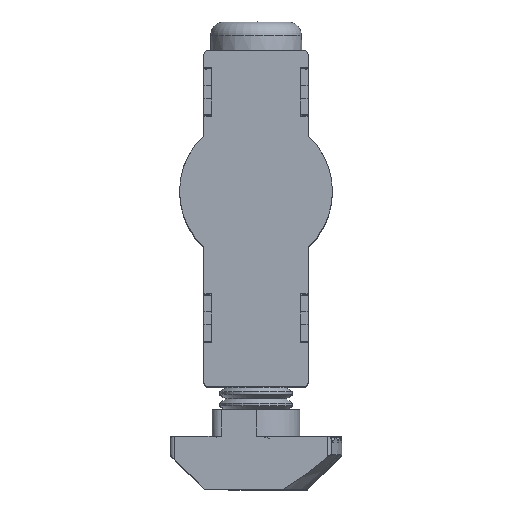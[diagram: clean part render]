
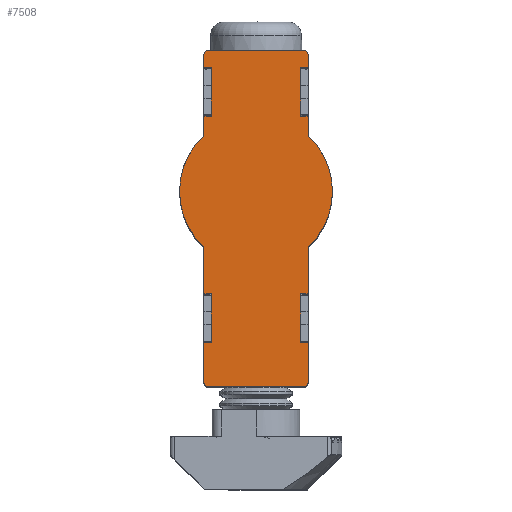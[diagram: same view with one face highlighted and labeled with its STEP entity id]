
A CAD part, top view. The second image highlights one B-rep face of the part: STEP entity #7508.
In plain terms, the highlighted planar face has unit normal (0, 0, 1).
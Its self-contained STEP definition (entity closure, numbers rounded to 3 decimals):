
#198=PLANE('',#8436);
#883=FACE_OUTER_BOUND('',#1311,.T.);
#1311=EDGE_LOOP('',(#6651,#6652,#6653,#6654,#6655,#6656,#6657,#6658,#6659,
#6660,#6661,#6662,#6663,#6664,#6665,#6666,#6667,#6668,#6669,#6670,#6671,
#6672,#6673,#6674,#6675,#6676,#6677,#6678));
#1716=LINE('',#15452,#2289);
#1730=LINE('',#15481,#2303);
#1746=LINE('',#15514,#2319);
#1762=LINE('',#15547,#2335);
#1837=LINE('',#15717,#2410);
#1840=LINE('',#15723,#2413);
#1843=LINE('',#15731,#2416);
#1845=LINE('',#15736,#2418);
#1849=LINE('',#15744,#2422);
#1851=LINE('',#15750,#2424);
#1854=LINE('',#15756,#2427);
#1858=LINE('',#15768,#2431);
#1859=LINE('',#15771,#2432);
#1861=LINE('',#15777,#2434);
#1864=LINE('',#15783,#2437);
#1865=LINE('',#15787,#2438);
#1869=LINE('',#15796,#2442);
#1873=LINE('',#15804,#2446);
#1875=LINE('',#15810,#2448);
#1878=LINE('',#15816,#2451);
#1882=LINE('',#15828,#2455);
#1883=LINE('',#15831,#2456);
#2289=VECTOR('',#10245,1000.);
#2303=VECTOR('',#10265,1000.);
#2319=VECTOR('',#10287,1000.);
#2335=VECTOR('',#10309,1000.);
#2410=VECTOR('',#10426,1000.);
#2413=VECTOR('',#10431,1000.);
#2416=VECTOR('',#10436,1000.);
#2418=VECTOR('',#10440,1000.);
#2422=VECTOR('',#10448,1000.);
#2424=VECTOR('',#10454,1000.);
#2427=VECTOR('',#10459,1000.);
#2431=VECTOR('',#10471,1000.);
#2432=VECTOR('',#10476,1000.);
#2434=VECTOR('',#10482,1000.);
#2437=VECTOR('',#10487,1000.);
#2438=VECTOR('',#10490,1000.);
#2442=VECTOR('',#10496,1000.);
#2446=VECTOR('',#10504,1000.);
#2448=VECTOR('',#10510,1000.);
#2451=VECTOR('',#10515,1000.);
#2455=VECTOR('',#10527,1000.);
#2456=VECTOR('',#10532,1000.);
#2943=CIRCLE('',#8416,8.45);
#2949=CIRCLE('',#8432,8.45);
#2951=CIRCLE('',#8437,0.5);
#2952=CIRCLE('',#8438,0.5);
#2953=CIRCLE('',#8439,0.5);
#2954=CIRCLE('',#8440,0.5);
#3507=VERTEX_POINT('',#15449);
#3508=VERTEX_POINT('',#15451);
#3519=VERTEX_POINT('',#15478);
#3520=VERTEX_POINT('',#15480);
#3533=VERTEX_POINT('',#15511);
#3534=VERTEX_POINT('',#15513);
#3547=VERTEX_POINT('',#15544);
#3548=VERTEX_POINT('',#15546);
#3622=VERTEX_POINT('',#15715);
#3624=VERTEX_POINT('',#15721);
#3627=VERTEX_POINT('',#15728);
#3628=VERTEX_POINT('',#15730);
#3629=VERTEX_POINT('',#15734);
#3630=VERTEX_POINT('',#15735);
#3634=VERTEX_POINT('',#15748);
#3636=VERTEX_POINT('',#15754);
#3638=VERTEX_POINT('',#15760);
#3640=VERTEX_POINT('',#15766);
#3642=VERTEX_POINT('',#15775);
#3644=VERTEX_POINT('',#15781);
#3645=VERTEX_POINT('',#15785);
#3646=VERTEX_POINT('',#15786);
#3649=VERTEX_POINT('',#15794);
#3650=VERTEX_POINT('',#15795);
#3654=VERTEX_POINT('',#15808);
#3656=VERTEX_POINT('',#15814);
#3658=VERTEX_POINT('',#15820);
#3660=VERTEX_POINT('',#15826);
#4505=EDGE_CURVE('',#3508,#3507,#1716,.T.);
#4519=EDGE_CURVE('',#3520,#3519,#1730,.T.);
#4535=EDGE_CURVE('',#3534,#3533,#1746,.T.);
#4551=EDGE_CURVE('',#3548,#3547,#1762,.T.);
#4641=EDGE_CURVE('',#3547,#3622,#1837,.T.);
#4644=EDGE_CURVE('',#3622,#3624,#1840,.T.);
#4647=EDGE_CURVE('',#3628,#3627,#1843,.T.);
#4649=EDGE_CURVE('',#3629,#3630,#1845,.T.);
#4654=EDGE_CURVE('',#3630,#3534,#1849,.T.);
#4657=EDGE_CURVE('',#3533,#3634,#1851,.T.);
#4660=EDGE_CURVE('',#3634,#3636,#1854,.T.);
#4663=EDGE_CURVE('',#3636,#3638,#2943,.T.);
#4666=EDGE_CURVE('',#3638,#3640,#1858,.T.);
#4668=EDGE_CURVE('',#3640,#3520,#1859,.T.);
#4671=EDGE_CURVE('',#3519,#3642,#1861,.T.);
#4674=EDGE_CURVE('',#3642,#3644,#1864,.T.);
#4675=EDGE_CURVE('',#3645,#3646,#1865,.T.);
#4679=EDGE_CURVE('',#3649,#3650,#1869,.T.);
#4684=EDGE_CURVE('',#3650,#3508,#1873,.T.);
#4687=EDGE_CURVE('',#3507,#3654,#1875,.T.);
#4690=EDGE_CURVE('',#3654,#3656,#1878,.T.);
#4693=EDGE_CURVE('',#3656,#3658,#2949,.T.);
#4696=EDGE_CURVE('',#3658,#3660,#1882,.T.);
#4698=EDGE_CURVE('',#3660,#3548,#1883,.T.);
#4699=EDGE_CURVE('',#3644,#3645,#2951,.T.);
#4700=EDGE_CURVE('',#3646,#3649,#2952,.T.);
#4701=EDGE_CURVE('',#3624,#3628,#2953,.T.);
#4702=EDGE_CURVE('',#3627,#3629,#2954,.T.);
#6651=ORIENTED_EDGE('',*,*,#4674,.T.);
#6652=ORIENTED_EDGE('',*,*,#4699,.T.);
#6653=ORIENTED_EDGE('',*,*,#4675,.T.);
#6654=ORIENTED_EDGE('',*,*,#4700,.T.);
#6655=ORIENTED_EDGE('',*,*,#4679,.T.);
#6656=ORIENTED_EDGE('',*,*,#4684,.T.);
#6657=ORIENTED_EDGE('',*,*,#4505,.T.);
#6658=ORIENTED_EDGE('',*,*,#4687,.T.);
#6659=ORIENTED_EDGE('',*,*,#4690,.T.);
#6660=ORIENTED_EDGE('',*,*,#4693,.T.);
#6661=ORIENTED_EDGE('',*,*,#4696,.T.);
#6662=ORIENTED_EDGE('',*,*,#4698,.T.);
#6663=ORIENTED_EDGE('',*,*,#4551,.T.);
#6664=ORIENTED_EDGE('',*,*,#4641,.T.);
#6665=ORIENTED_EDGE('',*,*,#4644,.T.);
#6666=ORIENTED_EDGE('',*,*,#4701,.T.);
#6667=ORIENTED_EDGE('',*,*,#4647,.T.);
#6668=ORIENTED_EDGE('',*,*,#4702,.T.);
#6669=ORIENTED_EDGE('',*,*,#4649,.T.);
#6670=ORIENTED_EDGE('',*,*,#4654,.T.);
#6671=ORIENTED_EDGE('',*,*,#4535,.T.);
#6672=ORIENTED_EDGE('',*,*,#4657,.T.);
#6673=ORIENTED_EDGE('',*,*,#4660,.T.);
#6674=ORIENTED_EDGE('',*,*,#4663,.T.);
#6675=ORIENTED_EDGE('',*,*,#4666,.T.);
#6676=ORIENTED_EDGE('',*,*,#4668,.T.);
#6677=ORIENTED_EDGE('',*,*,#4519,.T.);
#6678=ORIENTED_EDGE('',*,*,#4671,.T.);
#7508=ADVANCED_FACE('',(#883),#198,.T.);
#8416=AXIS2_PLACEMENT_3D('',#15762,#10465,#10466);
#8432=AXIS2_PLACEMENT_3D('',#15822,#10521,#10522);
#8436=AXIS2_PLACEMENT_3D('',#15832,#10533,#10534);
#8437=AXIS2_PLACEMENT_3D('',#15833,#10535,#10536);
#8438=AXIS2_PLACEMENT_3D('',#15834,#10537,#10538);
#8439=AXIS2_PLACEMENT_3D('',#15835,#10539,#10540);
#8440=AXIS2_PLACEMENT_3D('',#15836,#10541,#10542);
#10245=DIRECTION('',(-1.,0.,0.));
#10265=DIRECTION('',(1.,0.,0.));
#10287=DIRECTION('',(1.,0.,0.));
#10309=DIRECTION('',(-1.,0.,0.));
#10426=DIRECTION('',(0.,1.,0.));
#10431=DIRECTION('',(-1.,0.,0.));
#10436=DIRECTION('',(0.,-1.,0.));
#10440=DIRECTION('',(1.,0.,0.));
#10448=DIRECTION('',(0.,1.,0.));
#10454=DIRECTION('',(0.,-1.,0.));
#10459=DIRECTION('',(1.,0.,0.));
#10465=DIRECTION('center_axis',(0.,0.,1.));
#10466=DIRECTION('ref_axis',(1.,0.,0.));
#10471=DIRECTION('',(1.,0.,0.));
#10476=DIRECTION('',(0.,1.,0.));
#10482=DIRECTION('',(0.,-1.,0.));
#10487=DIRECTION('',(1.,0.,0.));
#10490=DIRECTION('',(0.,1.,0.));
#10496=DIRECTION('',(-1.,0.,0.));
#10504=DIRECTION('',(0.,-1.,0.));
#10510=DIRECTION('',(0.,1.,0.));
#10515=DIRECTION('',(-1.,0.,0.));
#10521=DIRECTION('center_axis',(0.,0.,1.));
#10522=DIRECTION('ref_axis',(1.,0.,0.));
#10527=DIRECTION('',(-1.,0.,0.));
#10532=DIRECTION('',(0.,-1.,0.));
#10533=DIRECTION('center_axis',(0.,0.,1.));
#10534=DIRECTION('ref_axis',(1.,0.,0.));
#10535=DIRECTION('center_axis',(0.,0.,1.));
#10536=DIRECTION('ref_axis',(1.,0.,0.));
#10537=DIRECTION('center_axis',(0.,0.,1.));
#10538=DIRECTION('ref_axis',(1.,0.,0.));
#10539=DIRECTION('center_axis',(0.,0.,1.));
#10540=DIRECTION('ref_axis',(1.,0.,0.));
#10541=DIRECTION('center_axis',(0.,0.,1.));
#10542=DIRECTION('ref_axis',(1.,0.,0.));
#15449=CARTESIAN_POINT('',(8.3,4.95,1.4));
#15451=CARTESIAN_POINT('',(13.7,4.95,1.4));
#15452=CARTESIAN_POINT('',(8.3,4.95,1.4));
#15478=CARTESIAN_POINT('',(13.7,-4.95,1.4));
#15480=CARTESIAN_POINT('',(8.3,-4.95,1.4));
#15481=CARTESIAN_POINT('',(8.3,-4.95,1.4));
#15511=CARTESIAN_POINT('',(-11.3,-4.95,1.4));
#15513=CARTESIAN_POINT('',(-16.7,-4.95,1.4));
#15514=CARTESIAN_POINT('',(-16.7,-4.95,1.4));
#15544=CARTESIAN_POINT('',(-16.7,4.95,1.4));
#15546=CARTESIAN_POINT('',(-11.3,4.95,1.4));
#15547=CARTESIAN_POINT('',(-16.7,4.95,1.4));
#15715=CARTESIAN_POINT('',(-16.7,5.75,1.4));
#15717=CARTESIAN_POINT('',(-16.7,5.75,1.4));
#15721=CARTESIAN_POINT('',(-21.1,5.75,1.4));
#15723=CARTESIAN_POINT('',(-21.6,5.75,1.4));
#15728=CARTESIAN_POINT('',(-21.6,-5.25,1.4));
#15730=CARTESIAN_POINT('',(-21.6,5.25,1.4));
#15731=CARTESIAN_POINT('',(-21.6,5.75,1.4));
#15734=CARTESIAN_POINT('',(-21.1,-5.75,1.4));
#15735=CARTESIAN_POINT('',(-16.7,-5.75,1.4));
#15736=CARTESIAN_POINT('',(-21.6,-5.75,1.4));
#15744=CARTESIAN_POINT('',(-16.7,-4.95,1.4));
#15748=CARTESIAN_POINT('',(-11.3,-5.75,1.4));
#15750=CARTESIAN_POINT('',(-11.3,-4.95,1.4));
#15754=CARTESIAN_POINT('',(-6.192,-5.75,1.4));
#15756=CARTESIAN_POINT('',(-11.3,-5.75,1.4));
#15760=CARTESIAN_POINT('',(6.192,-5.75,1.4));
#15762=CARTESIAN_POINT('Origin',(0.,0.,1.4));
#15766=CARTESIAN_POINT('',(8.3,-5.75,1.4));
#15768=CARTESIAN_POINT('',(6.192,-5.75,1.4));
#15771=CARTESIAN_POINT('',(8.3,-4.95,1.4));
#15775=CARTESIAN_POINT('',(13.7,-5.75,1.4));
#15777=CARTESIAN_POINT('',(13.7,-4.95,1.4));
#15781=CARTESIAN_POINT('',(15.1,-5.75,1.4));
#15783=CARTESIAN_POINT('',(13.7,-5.75,1.4));
#15785=CARTESIAN_POINT('',(15.6,-5.25,1.4));
#15786=CARTESIAN_POINT('',(15.6,5.25,1.4));
#15787=CARTESIAN_POINT('',(15.6,5.75,1.4));
#15794=CARTESIAN_POINT('',(15.1,5.75,1.4));
#15795=CARTESIAN_POINT('',(13.7,5.75,1.4));
#15796=CARTESIAN_POINT('',(13.7,5.75,1.4));
#15804=CARTESIAN_POINT('',(13.7,5.75,1.4));
#15808=CARTESIAN_POINT('',(8.3,5.75,1.4));
#15810=CARTESIAN_POINT('',(8.3,5.75,1.4));
#15814=CARTESIAN_POINT('',(6.192,5.75,1.4));
#15816=CARTESIAN_POINT('',(6.192,5.75,1.4));
#15820=CARTESIAN_POINT('',(-6.192,5.75,1.4));
#15822=CARTESIAN_POINT('Origin',(0.,0.,1.4));
#15826=CARTESIAN_POINT('',(-11.3,5.75,1.4));
#15828=CARTESIAN_POINT('',(-11.3,5.75,1.4));
#15831=CARTESIAN_POINT('',(-11.3,5.75,1.4));
#15832=CARTESIAN_POINT('Origin',(0.,0.,1.4));
#15833=CARTESIAN_POINT('Origin',(15.1,-5.25,1.4));
#15834=CARTESIAN_POINT('Origin',(15.1,5.25,1.4));
#15835=CARTESIAN_POINT('Origin',(-21.1,5.25,1.4));
#15836=CARTESIAN_POINT('Origin',(-21.1,-5.25,1.4));
